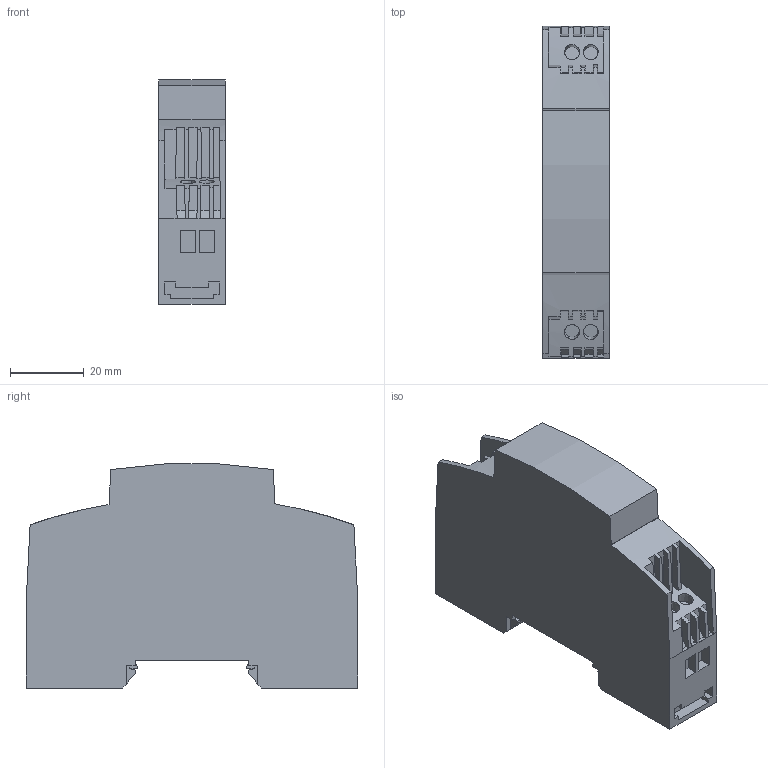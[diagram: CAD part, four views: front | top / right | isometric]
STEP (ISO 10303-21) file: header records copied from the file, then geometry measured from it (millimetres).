
FILE_DESCRIPTION(('Creo Elements/Direct Modeling STEP Export'),'2;1');
FILE_NAME('model.stp','2020-03-26T15:48:03',(''),(''),'Creo Elements/Direct Modeling STEP processor for AP214 (Solid Model)','Creo Elements/Direct Modeling 20.1A 29-Sep-2018 (C) Parametric Technology GmbH','');
FILE_SCHEMA(('AUTOMOTIVE_DESIGN { 1 0 10303 214 1 1 1 1 }'));
Length unit declared in the file: millimetre
Products named in the file (2): STEP_DIODE_5_24_DC_2x5_1x10-select
Assembly tree (1 placements, depth 2):
  STEP_DIODE_5_24_DC_2x5_1x10-select
    STEP_DIODE_5_24_DC_2x5_1x10-select
Bounding box: 18 x 90 x 60.81 mm (x, y, z)
Volume: 76738.3 mm3; surface area: 16487.3 mm2
Topology: 1 solids, 1 shells, 181 faces, 499 edges, 330 vertices
Faces by surface type: plane 168, extrusion 8, cylinder 5
Entity records: 8118 total; most frequent: CARTESIAN_POINT 2073, ORIENTED_EDGE 998, DIRECTION 836, EDGE_CURVE 499, VECTOR 396, LINE 384, VERTEX_POINT 330, AXIS2_PLACEMENT_3D 220
